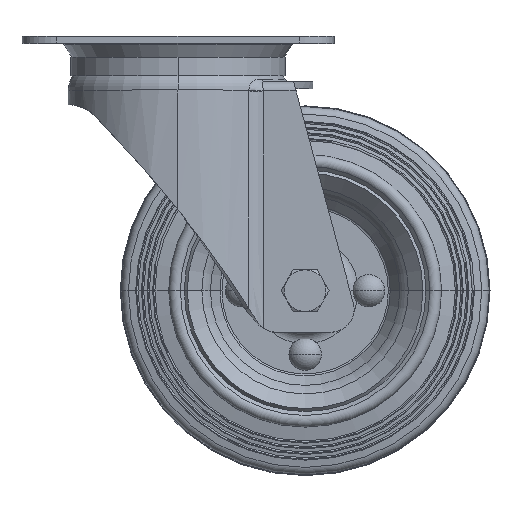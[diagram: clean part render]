
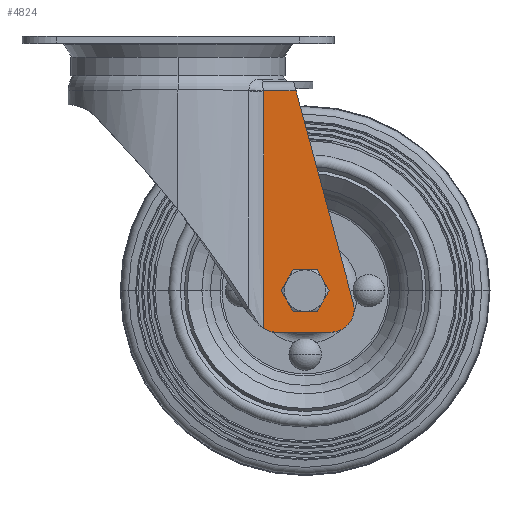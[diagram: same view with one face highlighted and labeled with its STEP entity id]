
A CAD part, top view. The second image highlights one B-rep face of the part: STEP entity #4824.
In plain terms, the highlighted planar face has unit normal (0, 0, 1).
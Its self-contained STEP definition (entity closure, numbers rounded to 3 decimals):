
#63 = ORIENTED_EDGE ( 'NONE', *, *, #29825, .T. ) ;
#552 = ORIENTED_EDGE ( 'NONE', *, *, #19303, .T. ) ;
#1055 = VERTEX_POINT ( 'NONE', #2563 ) ;
#1947 = VECTOR ( 'NONE', #25165, 1000. ) ;
#1988 = LINE ( 'NONE', #32824, #14143 ) ;
#2396 = VERTEX_POINT ( 'NONE', #3305 ) ;
#2464 = DIRECTION ( 'NONE',  ( 0.26, -0.965, 0. ) ) ;
#2563 = CARTESIAN_POINT ( 'NONE',  ( 61.05, -110., 34. ) ) ;
#3027 = AXIS2_PLACEMENT_3D ( 'NONE', #9393, #19914, #32386 ) ;
#3305 = CARTESIAN_POINT ( 'NONE',  ( 51.105, -23.6, 34. ) ) ;
#3497 = AXIS2_PLACEMENT_3D ( 'NONE', #32995, #30176, #17687 ) ;
#3746 = DIRECTION ( 'NONE',  ( 0., 0., 1. ) ) ;
#3773 = CARTESIAN_POINT ( 'NONE',  ( 66.2, -117.984, 34. ) ) ;
#4063 = CARTESIAN_POINT ( 'NONE',  ( 55., -110., 34. ) ) ;
#4455 = CARTESIAN_POINT ( 'NONE',  ( 37.016, -92.008, 34. ) ) ;
#4532 = EDGE_CURVE ( 'NONE', #4936, #14456, #32262, .T. ) ;
#4777 = ORIENTED_EDGE ( 'NONE', *, *, #20957, .T. ) ;
#4824 = ADVANCED_FACE ( 'NONE', ( #25348, #12387 ), #12050, .T. ) ;
#4936 = VERTEX_POINT ( 'NONE', #13049 ) ;
#4940 = VECTOR ( 'NONE', #13863, 1000. ) ;
#5660 = CARTESIAN_POINT ( 'NONE',  ( 75.855, -115.379, 34. ) ) ;
#6257 = EDGE_CURVE ( 'NONE', #1055, #8576, #7768, .T. ) ;
#6629 = DIRECTION ( 'NONE',  ( 0., -1., 0. ) ) ;
#6868 = CARTESIAN_POINT ( 'NONE',  ( 51.105, -23.6, 34. ) ) ;
#6908 = CARTESIAN_POINT ( 'NONE',  ( 52.671, -29.45, 34. ) ) ;
#6928 = DIRECTION ( 'NONE',  ( 0.965, 0.26, 0. ) ) ;
#7521 = CARTESIAN_POINT ( 'NONE',  ( 66.2, -127.984, 34. ) ) ;
#7768 = CIRCLE ( 'NONE', #27962, 6.05 ) ;
#8576 = VERTEX_POINT ( 'NONE', #28776 ) ;
#8602 = ORIENTED_EDGE ( 'NONE', *, *, #6257, .F. ) ;
#8843 = LINE ( 'NONE', #11349, #4940 ) ;
#9288 = DIRECTION ( 'NONE',  ( 0., 0., -1. ) ) ;
#9393 = CARTESIAN_POINT ( 'NONE',  ( 0., -169.6, 34. ) ) ;
#9611 = VERTEX_POINT ( 'NONE', #19456 ) ;
#10020 = B_SPLINE_CURVE_WITH_KNOTS ( 'NONE', 3,
 ( #26796, #22347, #4455, #19678 ),
 .UNSPECIFIED., .F., .F.,
 ( 4, 4 ),
 ( 0., 1. ),
 .UNSPECIFIED. ) ;
#10424 = EDGE_LOOP ( 'NONE', ( #17944, #4777, #18377, #31260, #63, #13288, #11004, #552 ) ) ;
#11004 = ORIENTED_EDGE ( 'NONE', *, *, #19534, .F. ) ;
#11146 = CARTESIAN_POINT ( 'NONE',  ( 52.718, -29.438, 34. ) ) ;
#11349 = CARTESIAN_POINT ( 'NONE',  ( 51.105, -23.6, 34. ) ) ;
#12050 = PLANE ( 'NONE',  #3027 ) ;
#12387 = FACE_OUTER_BOUND ( 'NONE', #10424, .T. ) ;
#13049 = CARTESIAN_POINT ( 'NONE',  ( 42.7, -127.984, 34. ) ) ;
#13288 = ORIENTED_EDGE ( 'NONE', *, *, #32727, .F. ) ;
#13863 = DIRECTION ( 'NONE',  ( -1., 0., 0. ) ) ;
#14098 = DIRECTION ( 'NONE',  ( 1., 0., 0. ) ) ;
#14143 = VECTOR ( 'NONE', #2464, 1000. ) ;
#14456 = VERTEX_POINT ( 'NONE', #27628 ) ;
#15234 = VERTEX_POINT ( 'NONE', #7521 ) ;
#15927 = ORIENTED_EDGE ( 'NONE', *, *, #19545, .F. ) ;
#15964 = VECTOR ( 'NONE', #27680, 1000. ) ;
#17501 = EDGE_LOOP ( 'NONE', ( #15927, #8602 ) ) ;
#17687 = DIRECTION ( 'NONE',  ( -1., 0., 0. ) ) ;
#17746 = VERTEX_POINT ( 'NONE', #21786 ) ;
#17944 = ORIENTED_EDGE ( 'NONE', *, *, #24806, .F. ) ;
#18377 = ORIENTED_EDGE ( 'NONE', *, *, #30047, .T. ) ;
#19303 = EDGE_CURVE ( 'NONE', #17746, #29202, #21966, .T. ) ;
#19456 = CARTESIAN_POINT ( 'NONE',  ( 37.015, -23.6, 34. ) ) ;
#19534 = EDGE_CURVE ( 'NONE', #17746, #21691, #1988, .T. ) ;
#19545 = EDGE_CURVE ( 'NONE', #8576, #1055, #32755, .T. ) ;
#19678 = CARTESIAN_POINT ( 'NONE',  ( 37.017, -126.212, 34. ) ) ;
#19914 = DIRECTION ( 'NONE',  ( 0., 0., 1. ) ) ;
#20957 = EDGE_CURVE ( 'NONE', #2396, #9611, #8843, .T. ) ;
#21691 = VERTEX_POINT ( 'NONE', #5660 ) ;
#21786 = CARTESIAN_POINT ( 'NONE',  ( 52.671, -29.45, 34. ) ) ;
#21966 = LINE ( 'NONE', #6908, #27933 ) ;
#22347 = CARTESIAN_POINT ( 'NONE',  ( 37.016, -57.804, 34. ) ) ;
#24289 = DIRECTION ( 'NONE',  ( 0., 0., -1. ) ) ;
#24806 = EDGE_CURVE ( 'NONE', #2396, #29202, #25176, .T. ) ;
#25165 = DIRECTION ( 'NONE',  ( 1., 0., 0. ) ) ;
#25176 = LINE ( 'NONE', #6868, #15964 ) ;
#25348 = FACE_BOUND ( 'NONE', #17501, .T. ) ;
#26796 = CARTESIAN_POINT ( 'NONE',  ( 37.015, -23.6, 34. ) ) ;
#26938 = CARTESIAN_POINT ( 'NONE',  ( 42.7, -117.984, 34. ) ) ;
#27628 = CARTESIAN_POINT ( 'NONE',  ( 37.017, -126.212, 34. ) ) ;
#27680 = DIRECTION ( 'NONE',  ( 0.266, -0.964, 0. ) ) ;
#27720 = DIRECTION ( 'NONE',  ( 0.965, 0.26, 0. ) ) ;
#27933 = VECTOR ( 'NONE', #27720, 1000. ) ;
#27962 = AXIS2_PLACEMENT_3D ( 'NONE', #4063, #3746, #14098 ) ;
#28776 = CARTESIAN_POINT ( 'NONE',  ( 48.95, -110., 34. ) ) ;
#29085 = LINE ( 'NONE', #30027, #1947 ) ;
#29202 = VERTEX_POINT ( 'NONE', #11146 ) ;
#29825 = EDGE_CURVE ( 'NONE', #4936, #15234, #29085, .T. ) ;
#30027 = CARTESIAN_POINT ( 'NONE',  ( 42.7, -127.984, 34. ) ) ;
#30047 = EDGE_CURVE ( 'NONE', #9611, #14456, #10020, .T. ) ;
#30176 = DIRECTION ( 'NONE',  ( 0., 0., 1. ) ) ;
#30812 = AXIS2_PLACEMENT_3D ( 'NONE', #3773, #9288, #6928 ) ;
#31260 = ORIENTED_EDGE ( 'NONE', *, *, #4532, .F. ) ;
#31752 = AXIS2_PLACEMENT_3D ( 'NONE', #26938, #24289, #6629 ) ;
#32262 = CIRCLE ( 'NONE', #31752, 10. ) ;
#32386 = DIRECTION ( 'NONE',  ( 1., 0., 0. ) ) ;
#32727 = EDGE_CURVE ( 'NONE', #21691, #15234, #32951, .T. ) ;
#32755 = CIRCLE ( 'NONE', #3497, 6.05 ) ;
#32824 = CARTESIAN_POINT ( 'NONE',  ( 52.671, -29.45, 34. ) ) ;
#32951 = CIRCLE ( 'NONE', #30812, 10. ) ;
#32995 = CARTESIAN_POINT ( 'NONE',  ( 55., -110., 34. ) ) ;
